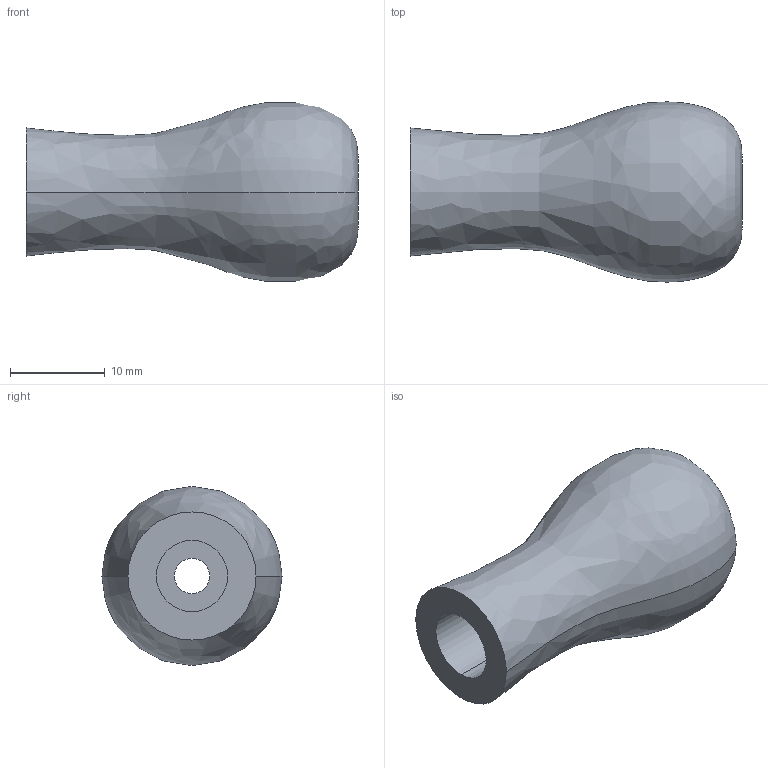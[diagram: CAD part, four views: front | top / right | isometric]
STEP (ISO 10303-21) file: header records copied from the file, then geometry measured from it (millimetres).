
FILE_DESCRIPTION (( 'STEP AP214' ), '1' );
FILE_NAME ('Drum - Crank Knob.STEP', '2025-07-06T08:35:25', ( '' ), ( '' ), 'SwSTEP 2.0', 'SolidWorks 2025', '' );
FILE_SCHEMA (( 'AUTOMOTIVE_DESIGN' ));
Length unit declared in the file: millimetre
Products named in the file (1): Drum - Crank Knob
Bounding box: 35 x 19 x 18.87 mm (x, y, z)
Volume: 4748.6 mm3; surface area: 2747.4 mm2
Topology: 1 solids, 1 shells, 11 faces, 24 edges, 16 vertices
Faces by surface type: cylinder 6, plane 3, bspline 2
Entity records: 416 total; most frequent: CARTESIAN_POINT 128, DIRECTION 58, ORIENTED_EDGE 48, AXIS2_PLACEMENT_3D 26, EDGE_CURVE 24, VERTEX_POINT 16, CIRCLE 16, EDGE_LOOP 14
